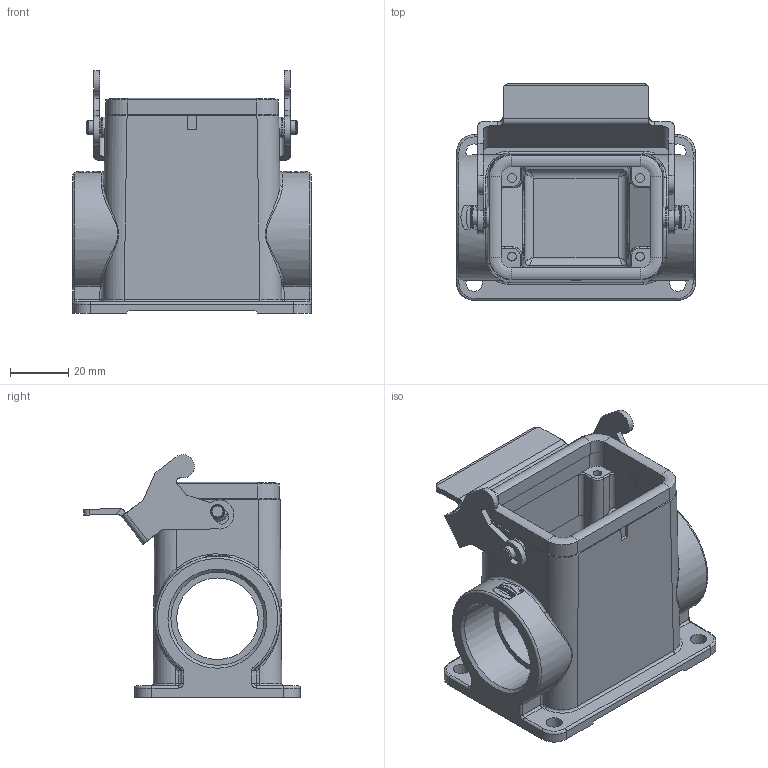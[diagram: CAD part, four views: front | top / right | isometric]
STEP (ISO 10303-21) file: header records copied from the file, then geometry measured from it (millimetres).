
FILE_DESCRIPTION((''),'2;1');
FILE_NAME('04300060264.stp','2020-07-07T15:11:25',('e.eickhoff'),(''),'Autodesk Inventor 2012','Autodesk Inventor 2012','');
FILE_SCHEMA(('AUTOMOTIVE_DESIGN { 1 0 10303 214 1 1 1 1 }'));
Length unit declared in the file: millimetre
Products named in the file (3): 04300060264; Metallbügel 1
Assembly tree (2 placements, depth 2):
  04300060264
    04300060264
    Metallbügel 1
Bounding box: 82 x 74.5 x 83.33 mm (x, y, z)
Volume: 100751.5 mm3; surface area: 45682.5 mm2
Topology: 2 solids, 2 shells, 553 faces, 2023 edges, 2146 vertices
Faces by surface type: plane 269, cylinder 188, torus 38, bspline 30, cone 16, sphere 12
Full cylindrical faces by diameter (mm): 0.88 x2, 1.04 x2, 2.95 x2, 3 x4, 4 x2, 4.8 x2, 5.6 x4, 7 x2, 28 x2, 32 x2
Entity records: 24891 total; most frequent: CARTESIAN_POINT 7599, DIRECTION 3373, ORIENTED_EDGE 2672, EDGE_CURVE 1336, AXIS2_PLACEMENT_3D 1259, VERTEX_POINT 869, VECTOR 855, LINE 855
